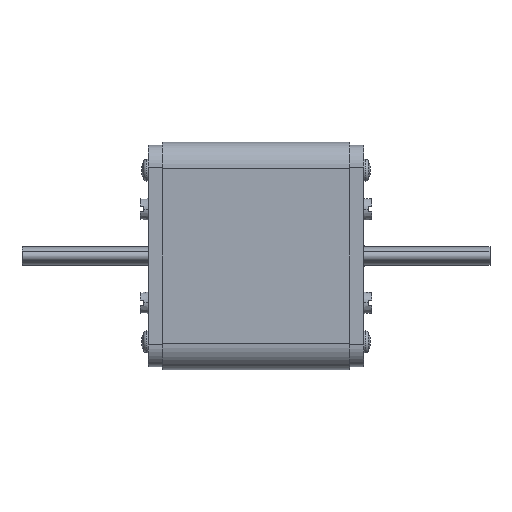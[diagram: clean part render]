
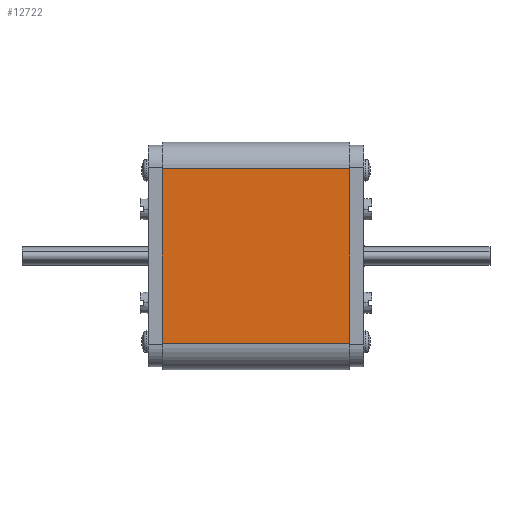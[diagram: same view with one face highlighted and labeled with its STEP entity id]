
A CAD part, front view. The second image highlights one B-rep face of the part: STEP entity #12722.
In plain terms, the highlighted planar face has unit normal (0, -1, 0).
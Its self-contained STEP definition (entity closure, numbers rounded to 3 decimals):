
#160=DIRECTION('',(0.,0.,-1.));
#161=VECTOR('',#160,56.);
#162=CARTESIAN_POINT('',(-30.,-36.5,28.));
#163=LINE('',#162,#161);
#200=DIRECTION('',(1.,0.,0.));
#201=VECTOR('',#200,60.);
#202=CARTESIAN_POINT('',(-30.,-36.5,-28.));
#203=LINE('',#202,#201);
#208=DIRECTION('',(0.,0.,-1.));
#209=VECTOR('',#208,56.);
#210=CARTESIAN_POINT('',(30.,-36.5,28.));
#211=LINE('',#210,#209);
#216=DIRECTION('',(-1.,0.,0.));
#217=VECTOR('',#216,60.);
#218=CARTESIAN_POINT('',(30.,-36.5,28.));
#219=LINE('',#218,#217);
#11393=CARTESIAN_POINT('',(-30.,-36.5,-28.));
#11395=VERTEX_POINT('',#11393);
#11407=CARTESIAN_POINT('',(-30.,-36.5,28.));
#11408=VERTEX_POINT('',#11407);
#11425=CARTESIAN_POINT('',(30.,-36.5,-28.));
#11426=VERTEX_POINT('',#11425);
#11429=CARTESIAN_POINT('',(30.,-36.5,28.));
#11430=VERTEX_POINT('',#11429);
#12709=CARTESIAN_POINT('',(-30.,-36.5,36.5));
#12710=DIRECTION('',(0.,-1.,0.));
#12711=DIRECTION('',(0.,0.,-1.));
#12712=AXIS2_PLACEMENT_3D('',#12709,#12710,#12711);
#12713=PLANE('',#12712);
#12714=ORIENTED_EDGE('',*,*,#12700,.F.);
#12715=ORIENTED_EDGE('',*,*,#12671,.F.);
#12717=ORIENTED_EDGE('',*,*,#12716,.F.);
#12719=ORIENTED_EDGE('',*,*,#12718,.T.);
#12720=EDGE_LOOP('',(#12714,#12715,#12717,#12719));
#12721=FACE_OUTER_BOUND('',#12720,.F.);
#12722=ADVANCED_FACE('',(#12721),#12713,.T.);
#12671=EDGE_CURVE('',#11408,#11395,#163,.T.);
#12700=EDGE_CURVE('',#11395,#11426,#203,.T.);
#12716=EDGE_CURVE('',#11430,#11408,#219,.T.);
#12718=EDGE_CURVE('',#11430,#11426,#211,.T.);
